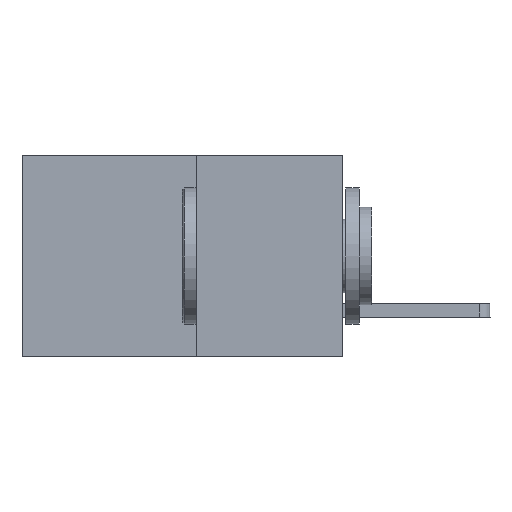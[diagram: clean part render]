
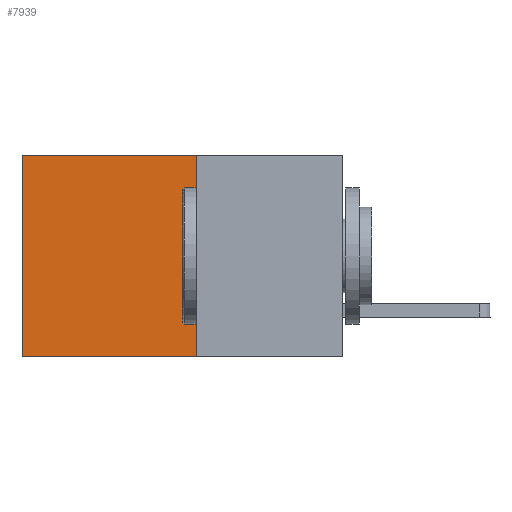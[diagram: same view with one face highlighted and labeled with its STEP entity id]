
A CAD part, left-side view. The second image highlights one B-rep face of the part: STEP entity #7939.
In plain terms, the highlighted planar face has unit normal (-1, 0, 0).
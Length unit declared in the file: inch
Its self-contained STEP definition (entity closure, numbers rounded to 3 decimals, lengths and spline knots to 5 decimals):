
#391 = DIRECTION ( 'NONE',  ( 0., 0., -1. ) ) ;
#514 = EDGE_CURVE ( 'NONE', #6418, #8047, #6186, .T. ) ;
#891 = EDGE_CURVE ( 'NONE', #8047, #3742, #4246, .T. ) ;
#1017 = CARTESIAN_POINT ( 'NONE',  ( 0.277, 0.27, -0.37 ) ) ;
#1315 = AXIS2_PLACEMENT_3D ( 'NONE', #4847, #4918, #6863 ) ;
#1545 = LINE ( 'NONE', #5288, #8029 ) ;
#1683 = FACE_OUTER_BOUND ( 'NONE', #5722, .T. ) ;
#1779 = VECTOR ( 'NONE', #5911, 39.37008 ) ;
#2257 = EDGE_CURVE ( 'NONE', #7670, #3742, #1545, .T. ) ;
#2450 = CARTESIAN_POINT ( 'NONE',  ( 0.277, 0.59, 0. ) ) ;
#3245 = CARTESIAN_POINT ( 'NONE',  ( 0.277, 0.27, -0.37 ) ) ;
#3291 = LINE ( 'NONE', #4010, #1779 ) ;
#3742 = VERTEX_POINT ( 'NONE', #6368 ) ;
#4010 = CARTESIAN_POINT ( 'NONE',  ( 0.277, 0.27, 0. ) ) ;
#4246 = LINE ( 'NONE', #5467, #7281 ) ;
#4253 = PLANE ( 'NONE',  #1315 ) ;
#4281 = ORIENTED_EDGE ( 'NONE', *, *, #2257, .T. ) ;
#4465 = ORIENTED_EDGE ( 'NONE', *, *, #891, .F. ) ;
#4847 = CARTESIAN_POINT ( 'NONE',  ( 0.277, 0.27, -0.37 ) ) ;
#4918 = DIRECTION ( 'NONE',  ( 1., 0., 0. ) ) ;
#5269 = CARTESIAN_POINT ( 'NONE',  ( 0.277, 0.27, 0. ) ) ;
#5288 = CARTESIAN_POINT ( 'NONE',  ( 0.277, 0.59, -0.37 ) ) ;
#5436 = ORIENTED_EDGE ( 'NONE', *, *, #6434, .T. ) ;
#5467 = CARTESIAN_POINT ( 'NONE',  ( 0.277, 0.27, -0.37 ) ) ;
#5722 = EDGE_LOOP ( 'NONE', ( #4281, #4465, #5849, #5436 ) ) ;
#5849 = ORIENTED_EDGE ( 'NONE', *, *, #514, .F. ) ;
#5911 = DIRECTION ( 'NONE',  ( 0., 1., 0. ) ) ;
#5926 = DIRECTION ( 'NONE',  ( 0., 0., -1. ) ) ;
#6186 = LINE ( 'NONE', #1017, #8272 ) ;
#6368 = CARTESIAN_POINT ( 'NONE',  ( 0.277, 0.59, -0.37 ) ) ;
#6418 = VERTEX_POINT ( 'NONE', #5269 ) ;
#6434 = EDGE_CURVE ( 'NONE', #6418, #7670, #3291, .T. ) ;
#6863 = DIRECTION ( 'NONE',  ( 0., 0., -1. ) ) ;
#7281 = VECTOR ( 'NONE', #8021, 39.37008 ) ;
#7670 = VERTEX_POINT ( 'NONE', #2450 ) ;
#7939 = ADVANCED_FACE ( 'NONE', ( #1683 ), #4253, .F. ) ;
#8021 = DIRECTION ( 'NONE',  ( 0., 1., 0. ) ) ;
#8029 = VECTOR ( 'NONE', #5926, 39.37008 ) ;
#8047 = VERTEX_POINT ( 'NONE', #3245 ) ;
#8272 = VECTOR ( 'NONE', #391, 39.37008 ) ;
